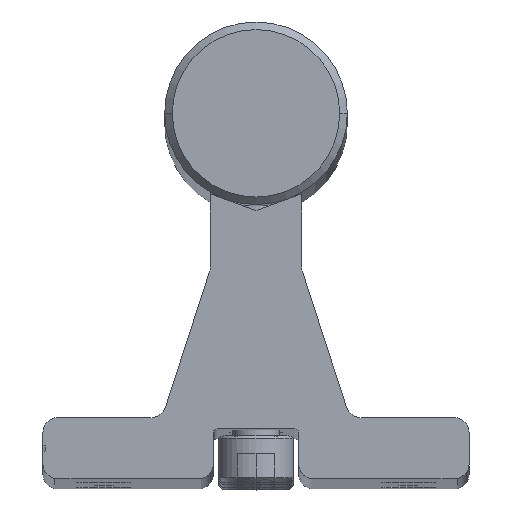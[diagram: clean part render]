
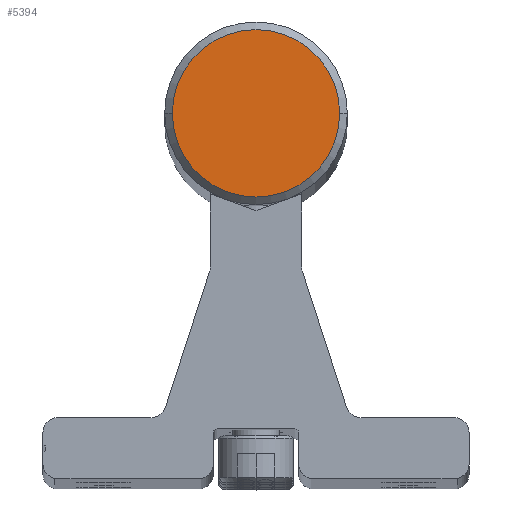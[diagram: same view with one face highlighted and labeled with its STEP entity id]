
A CAD part, top view. The second image highlights one B-rep face of the part: STEP entity #5394.
In plain terms, the highlighted planar face has unit normal (0, 0, 1).
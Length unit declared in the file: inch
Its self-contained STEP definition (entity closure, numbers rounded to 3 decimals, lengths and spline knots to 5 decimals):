
#256 = DIRECTION ( 'NONE',  ( 0., 0., 1. ) ) ;
#454 = DIRECTION ( 'NONE',  ( 1., 0., 0. ) ) ;
#839 = DIRECTION ( 'NONE',  ( 1., 0., 0. ) ) ;
#877 = CARTESIAN_POINT ( 'NONE',  ( 0.34375, 1.5, 0. ) ) ;
#1229 = AXIS2_PLACEMENT_3D ( 'NONE', #1407, #5791, #454 ) ;
#1407 = CARTESIAN_POINT ( 'NONE',  ( 0., 1.5, 0. ) ) ;
#1588 = EDGE_LOOP ( 'NONE', ( #3727, #3315 ) ) ;
#1683 = PLANE ( 'NONE',  #4231 ) ;
#1735 = VERTEX_POINT ( 'NONE', #5782 ) ;
#1759 = DIRECTION ( 'NONE',  ( 1., 0., 0. ) ) ;
#2718 = CARTESIAN_POINT ( 'NONE',  ( 0., 1.5, 0. ) ) ;
#2848 = EDGE_CURVE ( 'NONE', #1735, #4846, #4728, .T. ) ;
#3315 = ORIENTED_EDGE ( 'NONE', *, *, #3481, .T. ) ;
#3481 = EDGE_CURVE ( 'NONE', #4846, #1735, #4117, .T. ) ;
#3727 = ORIENTED_EDGE ( 'NONE', *, *, #2848, .T. ) ;
#3828 = AXIS2_PLACEMENT_3D ( 'NONE', #4781, #4761, #839 ) ;
#4117 = CIRCLE ( 'NONE', #1229, 0.34375 ) ;
#4231 = AXIS2_PLACEMENT_3D ( 'NONE', #2718, #256, #1759 ) ;
#4728 = CIRCLE ( 'NONE', #3828, 0.34375 ) ;
#4761 = DIRECTION ( 'NONE',  ( 0., 0., 1. ) ) ;
#4781 = CARTESIAN_POINT ( 'NONE',  ( 0., 1.5, 0. ) ) ;
#4846 = VERTEX_POINT ( 'NONE', #877 ) ;
#5394 = ADVANCED_FACE ( 'NONE', ( #6013 ), #1683, .T. ) ;
#5782 = CARTESIAN_POINT ( 'NONE',  ( -0.34375, 1.5, 0. ) ) ;
#5791 = DIRECTION ( 'NONE',  ( 0., 0., 1. ) ) ;
#6013 = FACE_OUTER_BOUND ( 'NONE', #1588, .T. ) ;
